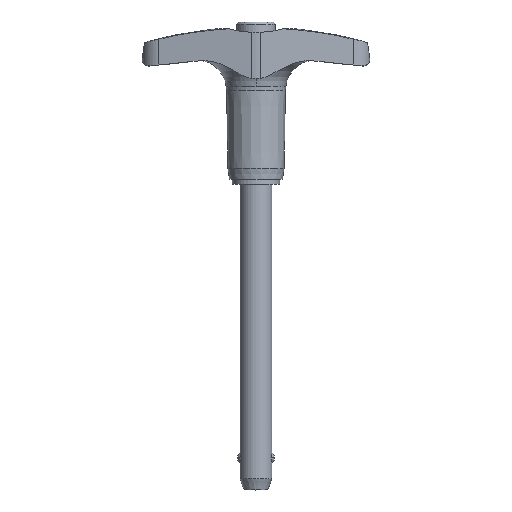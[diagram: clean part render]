
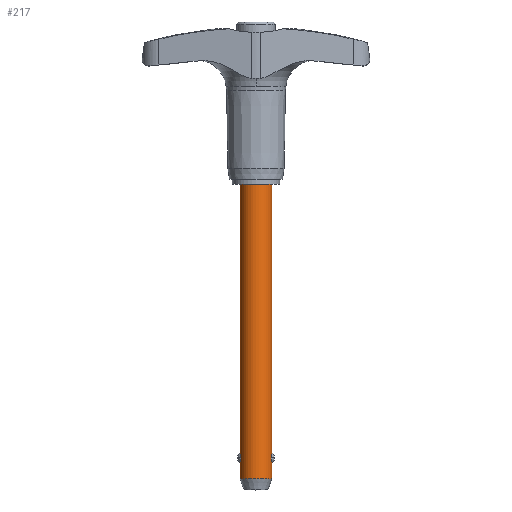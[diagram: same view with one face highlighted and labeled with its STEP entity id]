
A CAD part, top view. The second image highlights one B-rep face of the part: STEP entity #217.
In plain terms, the highlighted cylindrical face has radius 3.175 mm (diameter 6.35 mm), a partial arc.
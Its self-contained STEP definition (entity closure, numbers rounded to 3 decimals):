
#217=ADVANCED_FACE('',(#450),#451,.T.);
#450=FACE_OUTER_BOUND('',#689,.T.);
#451=CYLINDRICAL_SURFACE('',#690,3.175);
#689=EDGE_LOOP('',(#1304,#1305,#1306,#1307,#1308,#1309,#1310,#1311,#1312,#1313));
#690=AXIS2_PLACEMENT_3D('',#1314,#1315,#1316);
#1304=ORIENTED_EDGE('',*,*,#1664,.T.);
#1305=ORIENTED_EDGE('',*,*,#1713,.T.);
#1306=ORIENTED_EDGE('',*,*,#1562,.T.);
#1307=ORIENTED_EDGE('',*,*,#1669,.T.);
#1308=ORIENTED_EDGE('',*,*,#1583,.F.);
#1309=ORIENTED_EDGE('',*,*,#1668,.T.);
#1310=ORIENTED_EDGE('',*,*,#1565,.T.);
#1311=ORIENTED_EDGE('',*,*,#1714,.T.);
#1312=ORIENTED_EDGE('',*,*,#1666,.T.);
#1313=ORIENTED_EDGE('',*,*,#1710,.T.);
#1314=CARTESIAN_POINT('',(0.0,-30.353,0.0));
#1315=DIRECTION('',(-0.0,1.0,0.0));
#1316=DIRECTION('',(1.0,0.0,0.0));
#1562=EDGE_CURVE('',#1920,#1922,#1924,.T.);
#1565=EDGE_CURVE('',#1929,#1926,#1930,.T.);
#1583=EDGE_CURVE('',#1959,#1958,#1961,.T.);
#1664=EDGE_CURVE('',#2068,#2069,#2070,.T.);
#1666=EDGE_CURVE('',#2073,#2071,#2074,.T.);
#1668=EDGE_CURVE('',#1959,#1929,#2076,.T.);
#1669=EDGE_CURVE('',#1922,#1958,#2077,.T.);
#1710=EDGE_CURVE('',#2071,#2068,#2126,.T.);
#1713=EDGE_CURVE('',#2069,#1920,#2129,.T.);
#1714=EDGE_CURVE('',#1926,#2073,#2130,.T.);
#1920=VERTEX_POINT('',#2910);
#1922=VERTEX_POINT('',#2912);
#1924=B_SPLINE_CURVE_WITH_KNOTS('',3,(#2927,#2928,#2929,#2930,#2931,#2932,#2933,#2934,#2935,#2936,#2937,#2938,#2939,#2940),.UNSPECIFIED.,.F.,.F.,(4,2,2,2,2,2,4),(3.203,3.545,3.887,4.055,4.223,4.514,4.804),.UNSPECIFIED.);
#1926=VERTEX_POINT('',#2942);
#1929=VERTEX_POINT('',#2945);
#1930=B_SPLINE_CURVE_WITH_KNOTS('',3,(#2946,#2947,#2948,#2949,#2950,#2951,#2952,#2953,#2954,#2955,#2956,#2957,#2958,#2959),.UNSPECIFIED.,.F.,.F.,(4,2,2,2,2,2,4),(4.804,5.095,5.386,5.554,5.722,6.064,6.406),.UNSPECIFIED.);
#1958=VERTEX_POINT('',#3026);
#1959=VERTEX_POINT('',#3027);
#1961=CIRCLE('',#3029,3.175);
#2068=VERTEX_POINT('',#3498);
#2069=VERTEX_POINT('',#3499);
#2070=LINE('',#3500,#3501);
#2071=VERTEX_POINT('',#3502);
#2073=VERTEX_POINT('',#3504);
#2074=LINE('',#3505,#3506);
#2076=LINE('',#3521,#3522);
#2077=LINE('',#3523,#3524);
#2126=CIRCLE('',#3777,3.175);
#2129=B_SPLINE_CURVE_WITH_KNOTS('',3,(#3780,#3781,#3782,#3783,#3784,#3785,#3786,#3787,#3788,#3789,#3790,#3791,#3792,#3793),.UNSPECIFIED.,.F.,.F.,(4,2,2,2,2,2,4),(1.601,1.892,2.183,2.351,2.519,2.861,3.203),.UNSPECIFIED.);
#2130=B_SPLINE_CURVE_WITH_KNOTS('',3,(#3794,#3795,#3796,#3797,#3798,#3799,#3800,#3801,#3802,#3803,#3804,#3805,#3806,#3807),.UNSPECIFIED.,.F.,.F.,(4,2,2,2,2,2,4),(0.0,0.342,0.684,0.852,1.02,1.311,1.601),.UNSPECIFIED.);
#2910=CARTESIAN_POINT('',(2.97,-54.336,1.123));
#2912=CARTESIAN_POINT('',(3.175,-53.34,0.));
#2927=CARTESIAN_POINT('',(2.97,-54.336,1.123));
#2928=CARTESIAN_POINT('',(2.97,-54.222,1.123));
#2929=CARTESIAN_POINT('',(2.979,-54.101,1.1));
#2930=CARTESIAN_POINT('',(3.011,-53.879,1.01));
#2931=CARTESIAN_POINT('',(3.033,-53.777,0.942));
#2932=CARTESIAN_POINT('',(3.065,-53.655,0.828));
#2933=CARTESIAN_POINT('',(3.077,-53.615,0.783));
#2934=CARTESIAN_POINT('',(3.1,-53.542,0.687));
#2935=CARTESIAN_POINT('',(3.111,-53.509,0.636));
#2936=CARTESIAN_POINT('',(3.136,-53.438,0.503));
#2937=CARTESIAN_POINT('',(3.151,-53.401,0.405));
#2938=CARTESIAN_POINT('',(3.17,-53.351,0.202));
#2939=CARTESIAN_POINT('',(3.175,-53.34,0.097));
#2940=CARTESIAN_POINT('',(3.175,-53.34,0.));
#2942=CARTESIAN_POINT('',(-2.97,-54.336,1.123));
#2945=CARTESIAN_POINT('',(-3.175,-53.34,0.));
#2946=CARTESIAN_POINT('',(-3.175,-53.34,0.));
#2947=CARTESIAN_POINT('',(-3.175,-53.34,0.097));
#2948=CARTESIAN_POINT('',(-3.17,-53.351,0.202));
#2949=CARTESIAN_POINT('',(-3.151,-53.401,0.405));
#2950=CARTESIAN_POINT('',(-3.136,-53.438,0.503));
#2951=CARTESIAN_POINT('',(-3.111,-53.509,0.636));
#2952=CARTESIAN_POINT('',(-3.1,-53.542,0.687));
#2953=CARTESIAN_POINT('',(-3.077,-53.615,0.783));
#2954=CARTESIAN_POINT('',(-3.065,-53.655,0.828));
#2955=CARTESIAN_POINT('',(-3.033,-53.777,0.942));
#2956=CARTESIAN_POINT('',(-3.011,-53.879,1.01));
#2957=CARTESIAN_POINT('',(-2.979,-54.101,1.1));
#2958=CARTESIAN_POINT('',(-2.97,-54.222,1.123));
#2959=CARTESIAN_POINT('',(-2.97,-54.336,1.123));
#3026=CARTESIAN_POINT('',(3.175,0.0,0.0));
#3027=CARTESIAN_POINT('',(-3.175,0.0,0.));
#3029=AXIS2_PLACEMENT_3D('',#4012,#4013,#4014);
#3498=CARTESIAN_POINT('',(3.175,-58.496,0.0));
#3499=CARTESIAN_POINT('',(3.175,-55.333,0.));
#3500=CARTESIAN_POINT('',(3.175,-30.353,0.));
#3501=VECTOR('',#4084,1.0);
#3502=CARTESIAN_POINT('',(-3.175,-58.496,0.));
#3504=CARTESIAN_POINT('',(-3.175,-55.333,0.));
#3505=CARTESIAN_POINT('',(-3.175,-30.353,0.));
#3506=VECTOR('',#4088,1.0);
#3521=CARTESIAN_POINT('',(-3.175,-30.353,0.));
#3522=VECTOR('',#4089,1.0);
#3523=CARTESIAN_POINT('',(3.175,-30.353,0.));
#3524=VECTOR('',#4090,1.0);
#3777=AXIS2_PLACEMENT_3D('',#4113,#4114,#4115);
#3780=CARTESIAN_POINT('',(3.175,-55.333,0.));
#3781=CARTESIAN_POINT('',(3.175,-55.333,0.097));
#3782=CARTESIAN_POINT('',(3.17,-55.322,0.202));
#3783=CARTESIAN_POINT('',(3.151,-55.272,0.405));
#3784=CARTESIAN_POINT('',(3.136,-55.235,0.503));
#3785=CARTESIAN_POINT('',(3.111,-55.163,0.636));
#3786=CARTESIAN_POINT('',(3.1,-55.131,0.687));
#3787=CARTESIAN_POINT('',(3.077,-55.058,0.783));
#3788=CARTESIAN_POINT('',(3.065,-55.018,0.828));
#3789=CARTESIAN_POINT('',(3.033,-54.896,0.942));
#3790=CARTESIAN_POINT('',(3.011,-54.794,1.01));
#3791=CARTESIAN_POINT('',(2.979,-54.571,1.1));
#3792=CARTESIAN_POINT('',(2.97,-54.45,1.123));
#3793=CARTESIAN_POINT('',(2.97,-54.336,1.123));
#3794=CARTESIAN_POINT('',(-2.97,-54.336,1.123));
#3795=CARTESIAN_POINT('',(-2.97,-54.45,1.123));
#3796=CARTESIAN_POINT('',(-2.979,-54.571,1.1));
#3797=CARTESIAN_POINT('',(-3.011,-54.794,1.01));
#3798=CARTESIAN_POINT('',(-3.033,-54.896,0.942));
#3799=CARTESIAN_POINT('',(-3.065,-55.018,0.828));
#3800=CARTESIAN_POINT('',(-3.077,-55.058,0.783));
#3801=CARTESIAN_POINT('',(-3.1,-55.131,0.687));
#3802=CARTESIAN_POINT('',(-3.111,-55.163,0.636));
#3803=CARTESIAN_POINT('',(-3.136,-55.235,0.503));
#3804=CARTESIAN_POINT('',(-3.151,-55.272,0.405));
#3805=CARTESIAN_POINT('',(-3.17,-55.322,0.202));
#3806=CARTESIAN_POINT('',(-3.175,-55.333,0.097));
#3807=CARTESIAN_POINT('',(-3.175,-55.333,0.));
#4012=CARTESIAN_POINT('',(0.0,0.0,0.0));
#4013=DIRECTION('',(-0.0,1.0,0.0));
#4014=DIRECTION('',(1.0,0.0,0.0));
#4084=DIRECTION('',(0.0,1.0,0.0));
#4088=DIRECTION('',(-0.0,-1.0,-0.0));
#4089=DIRECTION('',(-0.0,-1.0,-0.0));
#4090=DIRECTION('',(0.0,1.0,0.0));
#4113=CARTESIAN_POINT('',(0.0,-58.496,0.0));
#4114=DIRECTION('',(0.,1.0,0.0));
#4115=DIRECTION('',(1.0,0.,0.0));
